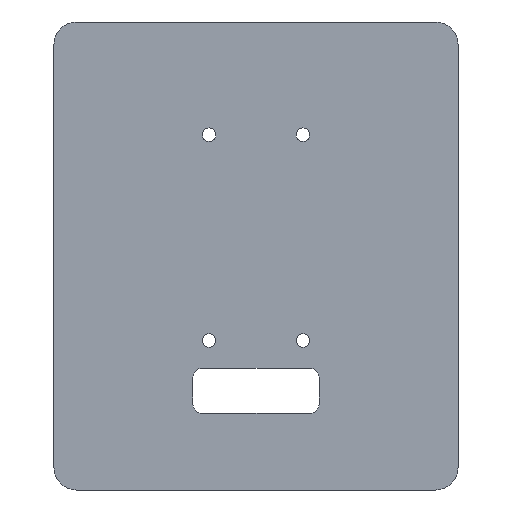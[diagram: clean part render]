
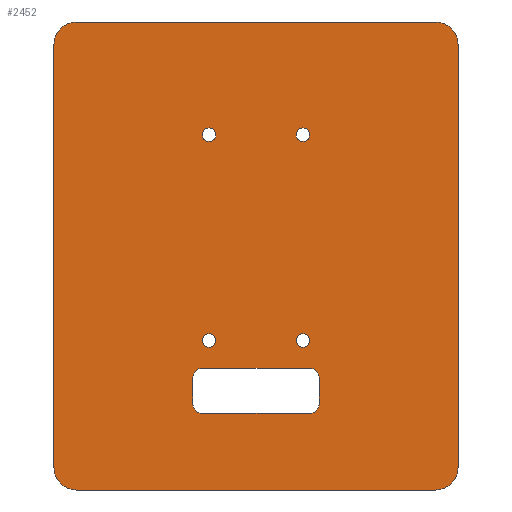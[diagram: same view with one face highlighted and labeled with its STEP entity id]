
A CAD part, front view. The second image highlights one B-rep face of the part: STEP entity #2452.
In plain terms, the highlighted planar face has unit normal (0, -1, 0).
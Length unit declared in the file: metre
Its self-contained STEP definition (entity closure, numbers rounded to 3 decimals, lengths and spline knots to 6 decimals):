
#140=CIRCLE('',#2562,0.0015);
#141=CIRCLE('',#2564,0.0015);
#142=CIRCLE('',#2566,0.0015);
#150=CIRCLE('',#2577,0.0015);
#177=CIRCLE('',#2683,0.005);
#178=CIRCLE('',#2685,0.005);
#179=CIRCLE('',#2687,0.005);
#180=CIRCLE('',#2689,0.005);
#181=CIRCLE('',#2695,0.002);
#182=CIRCLE('',#2696,0.002);
#183=CIRCLE('',#2697,0.002);
#184=CIRCLE('',#2698,0.002);
#809=ORIENTED_EDGE('',*,*,#1215,.F.);
#810=ORIENTED_EDGE('',*,*,#1216,.F.);
#811=ORIENTED_EDGE('',*,*,#1217,.F.);
#812=ORIENTED_EDGE('',*,*,#1218,.F.);
#813=ORIENTED_EDGE('',*,*,#1219,.T.);
#814=ORIENTED_EDGE('',*,*,#1220,.F.);
#815=ORIENTED_EDGE('',*,*,#1221,.T.);
#816=ORIENTED_EDGE('',*,*,#1222,.F.);
#817=ORIENTED_EDGE('',*,*,#1085,.T.);
#818=ORIENTED_EDGE('',*,*,#1084,.T.);
#819=ORIENTED_EDGE('',*,*,#1083,.T.);
#820=ORIENTED_EDGE('',*,*,#1106,.T.);
#821=ORIENTED_EDGE('',*,*,#1002,.F.);
#822=ORIENTED_EDGE('',*,*,#1211,.T.);
#823=ORIENTED_EDGE('',*,*,#1205,.F.);
#824=ORIENTED_EDGE('',*,*,#1212,.T.);
#825=ORIENTED_EDGE('',*,*,#1024,.T.);
#826=ORIENTED_EDGE('',*,*,#1213,.T.);
#827=ORIENTED_EDGE('',*,*,#1202,.T.);
#828=ORIENTED_EDGE('',*,*,#1214,.T.);
#1002=EDGE_CURVE('',#1347,#1348,#1551,.T.);
#1024=EDGE_CURVE('',#1370,#1369,#1566,.T.);
#1083=EDGE_CURVE('',#1412,#1412,#140,.T.);
#1084=EDGE_CURVE('',#1413,#1413,#141,.T.);
#1085=EDGE_CURVE('',#1414,#1414,#142,.T.);
#1106=EDGE_CURVE('',#1432,#1432,#150,.T.);
#1202=EDGE_CURVE('',#1464,#1463,#1691,.T.);
#1205=EDGE_CURVE('',#1465,#1466,#1694,.T.);
#1211=EDGE_CURVE('',#1347,#1466,#177,.F.);
#1212=EDGE_CURVE('',#1465,#1370,#178,.F.);
#1213=EDGE_CURVE('',#1369,#1464,#179,.F.);
#1214=EDGE_CURVE('',#1463,#1348,#180,.F.);
#1215=EDGE_CURVE('',#1467,#1468,#1700,.T.);
#1216=EDGE_CURVE('',#1469,#1467,#181,.F.);
#1217=EDGE_CURVE('',#1470,#1469,#1701,.T.);
#1218=EDGE_CURVE('',#1471,#1470,#182,.F.);
#1219=EDGE_CURVE('',#1471,#1472,#1702,.T.);
#1220=EDGE_CURVE('',#1473,#1472,#183,.F.);
#1221=EDGE_CURVE('',#1473,#1474,#1703,.T.);
#1222=EDGE_CURVE('',#1468,#1474,#184,.F.);
#1347=VERTEX_POINT('',#3660);
#1348=VERTEX_POINT('',#3662);
#1369=VERTEX_POINT('',#3705);
#1370=VERTEX_POINT('',#3707);
#1412=VERTEX_POINT('',#3817);
#1413=VERTEX_POINT('',#3820);
#1414=VERTEX_POINT('',#3823);
#1432=VERTEX_POINT('',#3865);
#1463=VERTEX_POINT('',#4066);
#1464=VERTEX_POINT('',#4068);
#1465=VERTEX_POINT('',#4072);
#1466=VERTEX_POINT('',#4074);
#1467=VERTEX_POINT('',#4096);
#1468=VERTEX_POINT('',#4097);
#1469=VERTEX_POINT('',#4099);
#1470=VERTEX_POINT('',#4101);
#1471=VERTEX_POINT('',#4103);
#1472=VERTEX_POINT('',#4105);
#1473=VERTEX_POINT('',#4107);
#1474=VERTEX_POINT('',#4109);
#1551=LINE('',#3661,#1789);
#1566=LINE('',#3706,#1804);
#1691=LINE('',#4067,#1929);
#1694=LINE('',#4073,#1932);
#1700=LINE('',#4095,#1938);
#1701=LINE('',#4100,#1939);
#1702=LINE('',#4104,#1940);
#1703=LINE('',#4108,#1941);
#1789=VECTOR('',#2886,1.);
#1804=VECTOR('',#2917,1.);
#1929=VECTOR('',#3326,1.);
#1932=VECTOR('',#3331,1.);
#1938=VECTOR('',#3367,1.);
#1939=VECTOR('',#3370,1.);
#1940=VECTOR('',#3373,1.);
#1941=VECTOR('',#3376,1.);
#2090=EDGE_LOOP('',(#809,#810,#811,#812,#813,#814,#815,#816));
#2091=EDGE_LOOP('',(#817));
#2092=EDGE_LOOP('',(#818));
#2093=EDGE_LOOP('',(#819));
#2094=EDGE_LOOP('',(#820));
#2095=EDGE_LOOP('',(#821,#822,#823,#824,#825,#826,#827,#828));
#2252=FACE_BOUND('',#2090,.T.);
#2253=FACE_BOUND('',#2091,.T.);
#2254=FACE_BOUND('',#2092,.T.);
#2255=FACE_BOUND('',#2093,.T.);
#2256=FACE_BOUND('',#2094,.T.);
#2257=FACE_BOUND('',#2095,.T.);
#2336=PLANE('',#2694);
#2452=ADVANCED_FACE('',(#2252,#2253,#2254,#2255,#2256,#2257),#2336,.F.);
#2562=AXIS2_PLACEMENT_3D('',#3816,#3010,#3011);
#2564=AXIS2_PLACEMENT_3D('',#3819,#3014,#3015);
#2566=AXIS2_PLACEMENT_3D('',#3822,#3018,#3019);
#2577=AXIS2_PLACEMENT_3D('',#3864,#3053,#3054);
#2683=AXIS2_PLACEMENT_3D('',#4083,#3343,#3344);
#2685=AXIS2_PLACEMENT_3D('',#4085,#3347,#3348);
#2687=AXIS2_PLACEMENT_3D('',#4087,#3351,#3352);
#2689=AXIS2_PLACEMENT_3D('',#4089,#3355,#3356);
#2694=AXIS2_PLACEMENT_3D('',#4094,#3365,#3366);
#2695=AXIS2_PLACEMENT_3D('',#4098,#3368,#3369);
#2696=AXIS2_PLACEMENT_3D('',#4102,#3371,#3372);
#2697=AXIS2_PLACEMENT_3D('',#4106,#3374,#3375);
#2698=AXIS2_PLACEMENT_3D('',#4110,#3377,#3378);
#2886=DIRECTION('',(0.,0.,1.));
#2917=DIRECTION('',(0.,0.,1.));
#3010=DIRECTION('',(0.,1.,0.));
#3011=DIRECTION('',(0.,0.,1.));
#3014=DIRECTION('',(0.,1.,0.));
#3015=DIRECTION('',(0.,0.,1.));
#3018=DIRECTION('',(0.,1.,0.));
#3019=DIRECTION('',(0.,0.,1.));
#3053=DIRECTION('',(0.,1.,0.));
#3054=DIRECTION('',(0.,0.,1.));
#3326=DIRECTION('',(-1.,0.,0.));
#3331=DIRECTION('',(-1.,0.,0.));
#3343=DIRECTION('',(0.,1.,0.));
#3344=DIRECTION('',(0.,0.,1.));
#3347=DIRECTION('',(0.,1.,0.));
#3348=DIRECTION('',(0.,0.,1.));
#3351=DIRECTION('',(0.,1.,0.));
#3352=DIRECTION('',(0.,0.,1.));
#3355=DIRECTION('',(0.,1.,0.));
#3356=DIRECTION('',(0.,0.,1.));
#3365=DIRECTION('',(0.,1.,0.));
#3366=DIRECTION('',(1.,0.,0.));
#3367=DIRECTION('',(0.,0.,-1.));
#3368=DIRECTION('',(0.,1.,0.));
#3369=DIRECTION('',(0.,0.,1.));
#3370=DIRECTION('',(-1.,0.,0.));
#3371=DIRECTION('',(0.,1.,0.));
#3372=DIRECTION('',(0.,0.,1.));
#3373=DIRECTION('',(0.,0.,-1.));
#3374=DIRECTION('',(0.,1.,0.));
#3375=DIRECTION('',(0.,0.,1.));
#3376=DIRECTION('',(-1.,0.,0.));
#3377=DIRECTION('',(0.,1.,0.));
#3378=DIRECTION('',(0.,0.,1.));
#3660=CARTESIAN_POINT('',(1.05157,-0.914232,1.189015));
#3661=CARTESIAN_POINT('',(1.05157,-0.914232,1.242115));
#3662=CARTESIAN_POINT('',(1.05157,-0.914232,1.283215));
#3705=CARTESIAN_POINT('',(1.14157,-0.914232,1.283215));
#3706=CARTESIAN_POINT('',(1.14157,-0.914232,1.242115));
#3707=CARTESIAN_POINT('',(1.14157,-0.914232,1.189015));
#3816=CARTESIAN_POINT('',(1.107021,-0.914232,1.263115));
#3817=CARTESIAN_POINT('',(1.107021,-0.914232,1.264615));
#3819=CARTESIAN_POINT('',(1.107021,-0.914232,1.217315));
#3820=CARTESIAN_POINT('',(1.107021,-0.914232,1.218815));
#3822=CARTESIAN_POINT('',(1.08612,-0.914232,1.217315));
#3823=CARTESIAN_POINT('',(1.08612,-0.914232,1.218815));
#3864=CARTESIAN_POINT('',(1.08612,-0.914232,1.263115));
#3865=CARTESIAN_POINT('',(1.08612,-0.914232,1.264615));
#4066=CARTESIAN_POINT('',(1.05657,-0.914232,1.288215));
#4067=CARTESIAN_POINT('',(1.09857,-0.914232,1.288215));
#4068=CARTESIAN_POINT('',(1.13657,-0.914232,1.288215));
#4072=CARTESIAN_POINT('',(1.13657,-0.914232,1.184015));
#4073=CARTESIAN_POINT('',(1.09857,-0.914232,1.184015));
#4074=CARTESIAN_POINT('',(1.05657,-0.914232,1.184015));
#4083=CARTESIAN_POINT('',(1.05657,-0.914232,1.189015));
#4085=CARTESIAN_POINT('',(1.13657,-0.914232,1.189015));
#4087=CARTESIAN_POINT('',(1.13657,-0.914232,1.283215));
#4089=CARTESIAN_POINT('',(1.05657,-0.914232,1.283215));
#4094=CARTESIAN_POINT('',(1.09857,-0.914232,1.236115));
#4095=CARTESIAN_POINT('',(1.082537,-0.914232,1.236115));
#4096=CARTESIAN_POINT('',(1.082537,-0.914232,1.209109));
#4097=CARTESIAN_POINT('',(1.082537,-0.914232,1.203109));
#4098=CARTESIAN_POINT('',(1.084537,-0.914232,1.209109));
#4099=CARTESIAN_POINT('',(1.084537,-0.914232,1.211109));
#4100=CARTESIAN_POINT('',(1.09857,-0.914232,1.211109));
#4101=CARTESIAN_POINT('',(1.108604,-0.914232,1.211109));
#4102=CARTESIAN_POINT('',(1.108604,-0.914232,1.209109));
#4103=CARTESIAN_POINT('',(1.110604,-0.914232,1.209109));
#4104=CARTESIAN_POINT('',(1.110604,-0.914232,1.236115));
#4105=CARTESIAN_POINT('',(1.110604,-0.914232,1.203109));
#4106=CARTESIAN_POINT('',(1.108604,-0.914232,1.203109));
#4107=CARTESIAN_POINT('',(1.108604,-0.914232,1.201109));
#4108=CARTESIAN_POINT('',(1.09857,-0.914232,1.201109));
#4109=CARTESIAN_POINT('',(1.084537,-0.914232,1.201109));
#4110=CARTESIAN_POINT('',(1.084537,-0.914232,1.203109));
